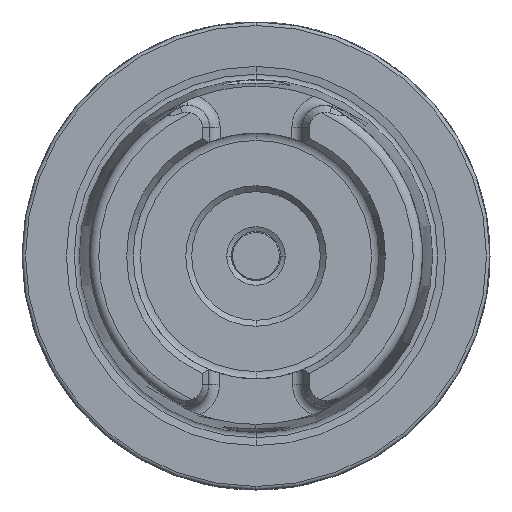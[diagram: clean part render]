
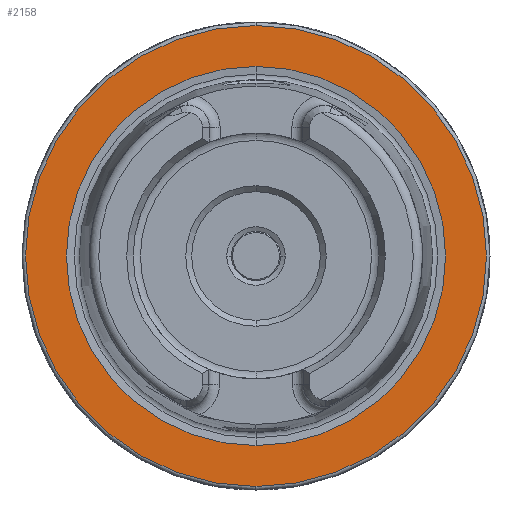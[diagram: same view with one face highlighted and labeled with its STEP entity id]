
A CAD part, left-side view. The second image highlights one B-rep face of the part: STEP entity #2158.
In plain terms, the highlighted planar face has unit normal (-1, 0, 0).
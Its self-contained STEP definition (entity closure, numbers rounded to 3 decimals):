
#1321 = CIRCLE ( 'NONE', #8647, 16.207 ) ;
#1471 = CARTESIAN_POINT ( 'NONE',  ( 0., 19.7, 0. ) ) ;
#1532 = EDGE_CURVE ( 'NONE', #10847, #6815, #6333, .T. ) ;
#2154 = FACE_OUTER_BOUND ( 'NONE', #11794, .T. ) ;
#2158 = ADVANCED_FACE ( 'NONE', ( #6469, #2154 ), #3551, .F. ) ;
#2543 = DIRECTION ( 'NONE',  ( 0., 0., 1. ) ) ;
#2583 = ORIENTED_EDGE ( 'NONE', *, *, #8724, .F. ) ;
#2781 = ORIENTED_EDGE ( 'NONE', *, *, #5305, .F. ) ;
#3062 = DIRECTION ( 'NONE',  ( 0., 0., 1. ) ) ;
#3551 = PLANE ( 'NONE',  #6789 ) ;
#3562 = AXIS2_PLACEMENT_3D ( 'NONE', #4225, #13658, #11614 ) ;
#3596 = DIRECTION ( 'NONE',  ( 0., 0., -1. ) ) ;
#4184 = DIRECTION ( 'NONE',  ( -1., 0., 0. ) ) ;
#4225 = CARTESIAN_POINT ( 'NONE',  ( 0., 0., 0. ) ) ;
#4629 = DIRECTION ( 'NONE',  ( 1., 0., 0. ) ) ;
#4641 = CARTESIAN_POINT ( 'NONE',  ( 0., 0., 0. ) ) ;
#5084 = EDGE_LOOP ( 'NONE', ( #2781, #2583 ) ) ;
#5305 = EDGE_CURVE ( 'NONE', #13663, #7855, #10797, .T. ) ;
#5905 = CARTESIAN_POINT ( 'NONE',  ( 0., 0., 0. ) ) ;
#6333 = CIRCLE ( 'NONE', #3562, 19.7 ) ;
#6469 = FACE_BOUND ( 'NONE', #5084, .T. ) ;
#6765 = CARTESIAN_POINT ( 'NONE',  ( 0., 0., -16.207 ) ) ;
#6789 = AXIS2_PLACEMENT_3D ( 'NONE', #1471, #4629, #3596 ) ;
#6815 = VERTEX_POINT ( 'NONE', #7551 ) ;
#7386 = EDGE_CURVE ( 'NONE', #6815, #10847, #8591, .T. ) ;
#7414 = ORIENTED_EDGE ( 'NONE', *, *, #7386, .T. ) ;
#7551 = CARTESIAN_POINT ( 'NONE',  ( 0., 0., -19.7 ) ) ;
#7855 = VERTEX_POINT ( 'NONE', #6765 ) ;
#8228 = DIRECTION ( 'NONE',  ( 0., 0., 1. ) ) ;
#8591 = CIRCLE ( 'NONE', #13588, 19.7 ) ;
#8647 = AXIS2_PLACEMENT_3D ( 'NONE', #5905, #10200, #8228 ) ;
#8724 = EDGE_CURVE ( 'NONE', #7855, #13663, #1321, .T. ) ;
#8868 = ORIENTED_EDGE ( 'NONE', *, *, #1532, .T. ) ;
#8913 = CARTESIAN_POINT ( 'NONE',  ( 0., 0., 19.7 ) ) ;
#10200 = DIRECTION ( 'NONE',  ( -1., 0., 0. ) ) ;
#10797 = CIRCLE ( 'NONE', #12664, 16.207 ) ;
#10847 = VERTEX_POINT ( 'NONE', #8913 ) ;
#11614 = DIRECTION ( 'NONE',  ( 0., 0., 1. ) ) ;
#11794 = EDGE_LOOP ( 'NONE', ( #8868, #7414 ) ) ;
#12663 = CARTESIAN_POINT ( 'NONE',  ( 0., 0., 16.207 ) ) ;
#12664 = AXIS2_PLACEMENT_3D ( 'NONE', #13753, #4184, #3062 ) ;
#13024 = DIRECTION ( 'NONE',  ( -1., 0., 0. ) ) ;
#13588 = AXIS2_PLACEMENT_3D ( 'NONE', #4641, #13024, #2543 ) ;
#13658 = DIRECTION ( 'NONE',  ( -1., 0., 0. ) ) ;
#13663 = VERTEX_POINT ( 'NONE', #12663 ) ;
#13753 = CARTESIAN_POINT ( 'NONE',  ( 0., 0., 0. ) ) ;
